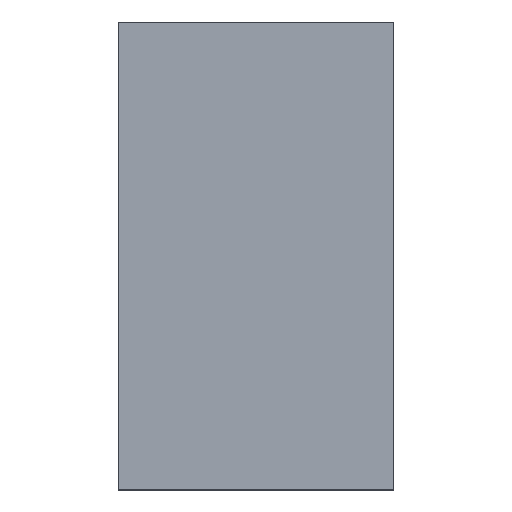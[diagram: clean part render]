
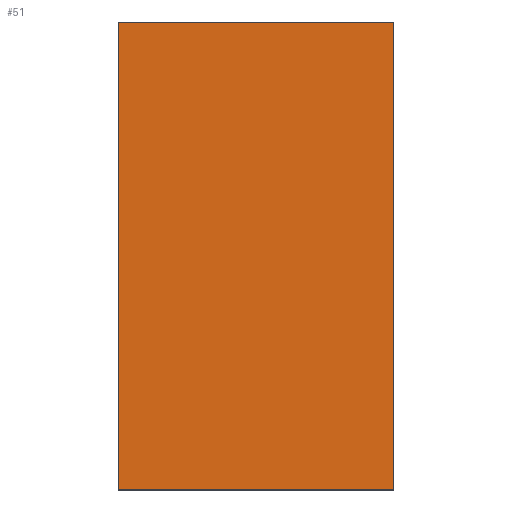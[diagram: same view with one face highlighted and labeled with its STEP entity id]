
A CAD part, top view. The second image highlights one B-rep face of the part: STEP entity #51.
In plain terms, the highlighted planar face has unit normal (0, 0, 1).
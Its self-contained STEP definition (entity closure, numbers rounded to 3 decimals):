
#51=ADVANCED_FACE('',(#112),#113,.T.);
#112=FACE_OUTER_BOUND('',#180,.T.);
#113=PLANE('',#181);
#180=EDGE_LOOP('',(#257,#258,#259,#260));
#181=AXIS2_PLACEMENT_3D('',#261,#262,#263);
#257=ORIENTED_EDGE('',*,*,#433,.F.);
#258=ORIENTED_EDGE('',*,*,#437,.F.);
#259=ORIENTED_EDGE('',*,*,#438,.T.);
#260=ORIENTED_EDGE('',*,*,#439,.T.);
#261=CARTESIAN_POINT('',(0.,0.0,4.2));
#262=DIRECTION('',(0.0,-0.0,1.0));
#263=DIRECTION('',(0.0,1.0,0.0));
#433=EDGE_CURVE('',#516,#518,#519,.T.);
#437=EDGE_CURVE('',#524,#516,#525,.T.);
#438=EDGE_CURVE('',#524,#526,#527,.T.);
#439=EDGE_CURVE('',#526,#518,#528,.T.);
#516=VERTEX_POINT('',#631);
#518=VERTEX_POINT('',#634);
#519=LINE('',#635,#636);
#524=VERTEX_POINT('',#643);
#525=LINE('',#644,#645);
#526=VERTEX_POINT('',#646);
#527=LINE('',#647,#648);
#528=LINE('',#649,#650);
#631=CARTESIAN_POINT('',(0.,10.5,4.2));
#634=CARTESIAN_POINT('',(6.15,10.5,4.2));
#635=CARTESIAN_POINT('',(6.6,10.5,4.2));
#636=VECTOR('',#781,1.0);
#643=CARTESIAN_POINT('',(0.,0.0,4.2));
#644=CARTESIAN_POINT('',(0.,-174.654,4.2));
#645=VECTOR('',#784,1.0);
#646=CARTESIAN_POINT('',(6.15,0.0,4.2));
#647=CARTESIAN_POINT('',(6.6,0.0,4.2));
#648=VECTOR('',#785,1.0);
#649=CARTESIAN_POINT('',(6.15,-174.654,4.2));
#650=VECTOR('',#786,1.0);
#781=DIRECTION('',(1.0,0.0,0.0));
#784=DIRECTION('',(0.0,1.0,0.0));
#785=DIRECTION('',(1.0,0.0,0.0));
#786=DIRECTION('',(0.0,1.0,0.0));
